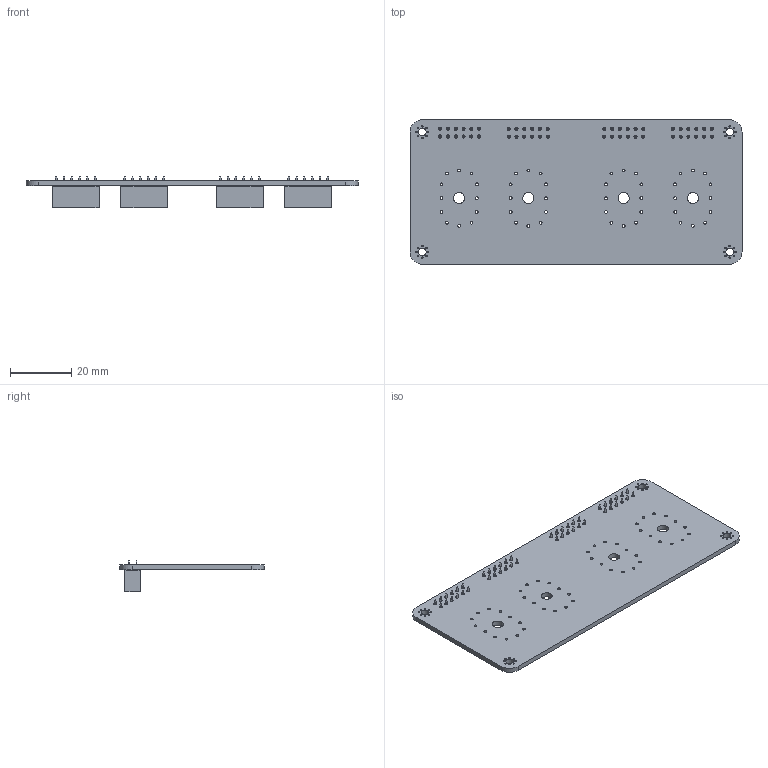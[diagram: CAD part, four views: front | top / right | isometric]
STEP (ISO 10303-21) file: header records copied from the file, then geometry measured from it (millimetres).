
FILE_DESCRIPTION(('KiCad electronic assembly'),'2;1');
FILE_NAME('Tube Board.step','2022-03-02T19:41:34',('Pcbnew'),('Kicad'), 'Open CASCADE STEP processor 7.6','KiCad to STEP converter','Unknown' );
FILE_SCHEMA(('AUTOMOTIVE_DESIGN { 1 0 10303 214 1 1 1 1 }'));
Length unit declared in the file: millimetre
Products named in the file (4): Tube Board 1; PinSocket_2x06_P2.54mm_Vertical; SOLID; Tube Board PCB
Assembly tree (6 placements, depth 3):
  Tube Board 1
    PinSocket_2x06_P2.54mm_Vertical  x4
      SOLID
    Tube Board PCB
Bounding box: 108 x 47 x 10.1 mm (x, y, z)
Volume: 9922.5 mm3; surface area: 13766.9 mm2
Topology: 5 solids, 5 shells, 1674 faces, 4368 edges, 2848 vertices
Faces by surface type: bspline 1528, cylinder 140, plane 6
Full cylindrical faces by diameter (mm): 0.5 x32, 0.9 x48, 1 x48, 2.5 x4, 3.6 x4
Entity records: 35138 total; most frequent: CARTESIAN_POINT 9809, B_SPLINE_CURVE_WITH_KNOTS 2952, ORIENTED_EDGE 2832, PCURVE 2832, DEFINITIONAL_REPRESENTATION 2832, DIRECTION 1882, EDGE_CURVE 1416, SURFACE_CURVE 1280
